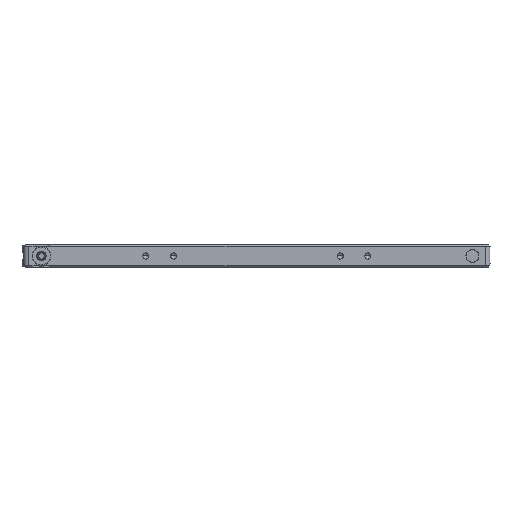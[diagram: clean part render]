
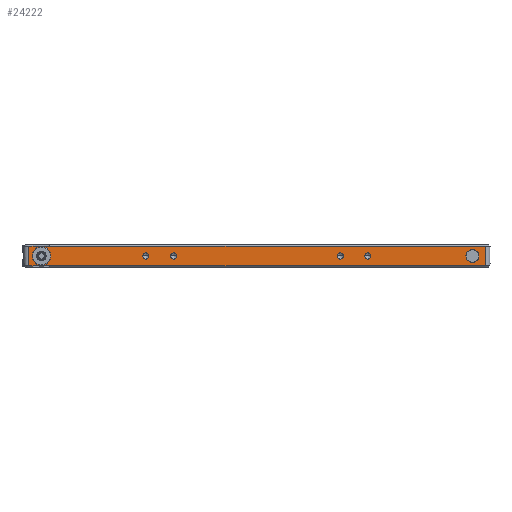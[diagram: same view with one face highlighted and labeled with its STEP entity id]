
A CAD part, left-side view. The second image highlights one B-rep face of the part: STEP entity #24222.
In plain terms, the highlighted planar face has unit normal (-1, 0, 0).
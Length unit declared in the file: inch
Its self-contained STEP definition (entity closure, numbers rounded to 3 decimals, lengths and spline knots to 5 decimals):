
#6633=DIRECTION('',(0.,-1.,0.));
#6634=VECTOR('',#6633,0.09843);
#6635=CARTESIAN_POINT('',(-3.14961,4.8622,
0.20669));
#6636=LINE('',#6635,#6634);
#6637=DIRECTION('',(0.,1.,0.));
#6638=VECTOR('',#6637,0.35433);
#6639=CARTESIAN_POINT('',(-3.14961,4.40945,
0.20669));
#6640=LINE('',#6639,#6638);
#6641=DIRECTION('',(0.,-1.,0.));
#6642=VECTOR('',#6641,9.27165);
#6643=CARTESIAN_POINT('',(-3.14961,4.40945,
0.20669));
#6644=LINE('',#6643,#6642);
#6645=DIRECTION('',(0.,0.,-1.));
#6646=VECTOR('',#6645,0.41338);
#6647=CARTESIAN_POINT('',(-3.14961,-4.8622,
0.20669));
#6648=LINE('',#6647,#6646);
#6649=DIRECTION('',(0.,1.,0.));
#6650=VECTOR('',#6649,9.27165);
#6651=CARTESIAN_POINT('',(-3.14961,-4.8622,
-0.20669));
#6652=LINE('',#6651,#6650);
#6653=DIRECTION('',(0.,1.,0.));
#6654=VECTOR('',#6653,0.35433);
#6655=CARTESIAN_POINT('',(-3.14961,4.40945,
-0.20669));
#6656=LINE('',#6655,#6654);
#6657=DIRECTION('',(0.,1.,0.));
#6658=VECTOR('',#6657,0.09843);
#6659=CARTESIAN_POINT('',(-3.14961,4.76378,
-0.20669));
#6660=LINE('',#6659,#6658);
#6661=DIRECTION('',(0.,0.,-1.));
#6662=VECTOR('',#6661,0.41338);
#6663=CARTESIAN_POINT('',(-3.14961,4.8622,
0.20669));
#6664=LINE('',#6663,#6662);
#6665=CARTESIAN_POINT('',(-3.14961,-4.58661,0.));
#6666=DIRECTION('',(1.,0.,0.));
#6667=DIRECTION('',(0.,1.,0.));
#6668=AXIS2_PLACEMENT_3D('',#6665,#6666,#6667);
#6670=CARTESIAN_POINT('',(-3.14961,-4.58661,0.));
#6671=DIRECTION('',(1.,0.,0.));
#6672=DIRECTION('',(0.,-1.,0.));
#6673=AXIS2_PLACEMENT_3D('',#6670,#6671,#6672);
#6675=CARTESIAN_POINT('',(-3.14961,2.3622,0.));
#6676=DIRECTION('',(-1.,0.,0.));
#6677=DIRECTION('',(0.,1.,0.));
#6678=AXIS2_PLACEMENT_3D('',#6675,#6676,#6677);
#6680=CARTESIAN_POINT('',(-3.14961,2.3622,0.));
#6681=DIRECTION('',(-1.,0.,0.));
#6682=DIRECTION('',(0.,-1.,0.));
#6683=AXIS2_PLACEMENT_3D('',#6680,#6681,#6682);
#6685=CARTESIAN_POINT('',(-3.14961,1.77165,0.));
#6686=DIRECTION('',(-1.,0.,0.));
#6687=DIRECTION('',(0.,1.,0.));
#6688=AXIS2_PLACEMENT_3D('',#6685,#6686,#6687);
#6690=CARTESIAN_POINT('',(-3.14961,1.77165,0.));
#6691=DIRECTION('',(-1.,0.,0.));
#6692=DIRECTION('',(0.,-1.,0.));
#6693=AXIS2_PLACEMENT_3D('',#6690,#6691,#6692);
#6695=CARTESIAN_POINT('',(-3.14961,-1.77165,0.));
#6696=DIRECTION('',(-1.,0.,0.));
#6697=DIRECTION('',(0.,1.,0.));
#6698=AXIS2_PLACEMENT_3D('',#6695,#6696,#6697);
#6700=CARTESIAN_POINT('',(-3.14961,-1.77165,0.));
#6701=DIRECTION('',(-1.,0.,0.));
#6702=DIRECTION('',(0.,-1.,0.));
#6703=AXIS2_PLACEMENT_3D('',#6700,#6701,#6702);
#6705=CARTESIAN_POINT('',(-3.14961,-2.3622,0.));
#6706=DIRECTION('',(-1.,0.,0.));
#6707=DIRECTION('',(0.,1.,0.));
#6708=AXIS2_PLACEMENT_3D('',#6705,#6706,#6707);
#6710=CARTESIAN_POINT('',(-3.14961,-2.3622,0.));
#6711=DIRECTION('',(-1.,0.,0.));
#6712=DIRECTION('',(0.,-1.,0.));
#6713=AXIS2_PLACEMENT_3D('',#6710,#6711,#6712);
#6715=CARTESIAN_POINT('',(-3.14961,4.58661,0.));
#6716=DIRECTION('',(-1.,0.,0.));
#6717=DIRECTION('',(0.,1.,0.));
#6718=AXIS2_PLACEMENT_3D('',#6715,#6716,#6717);
#6720=CARTESIAN_POINT('',(-3.14961,4.58661,0.));
#6721=DIRECTION('',(-1.,0.,0.));
#6722=DIRECTION('',(0.,-1.,0.));
#6723=AXIS2_PLACEMENT_3D('',#6720,#6721,#6722);
#6750=CARTESIAN_POINT('',(-3.14961,-4.8622,
0.20669));
#6901=CARTESIAN_POINT('',(-3.14961,4.8622,
-0.20669));
#14714=CARTESIAN_POINT('',(-3.14961,-4.44882,0.));
#14715=CARTESIAN_POINT('',(-3.14961,-4.72441,0.));
#14716=VERTEX_POINT('',#14714);
#14717=VERTEX_POINT('',#14715);
#14805=CARTESIAN_POINT('',(-3.14961,4.76378,
0.20669));
#14807=VERTEX_POINT('',#14805);
#14808=CARTESIAN_POINT('',(-3.14961,4.8622,
0.20669));
#14809=VERTEX_POINT('',#14808);
#14827=VERTEX_POINT('',#6750);
#14828=CARTESIAN_POINT('',(-3.14961,4.40945,
0.20669));
#14830=VERTEX_POINT('',#14828);
#14833=CARTESIAN_POINT('',(-3.14961,4.40945,
-0.20669));
#14835=VERTEX_POINT('',#14833);
#14836=CARTESIAN_POINT('',(-3.14961,-4.8622,
-0.20669));
#14837=VERTEX_POINT('',#14836);
#14855=VERTEX_POINT('',#6901);
#14856=CARTESIAN_POINT('',(-3.14961,4.76378,
-0.20669));
#14858=VERTEX_POINT('',#14856);
#14950=CARTESIAN_POINT('',(-3.14961,2.42717,0.));
#14951=CARTESIAN_POINT('',(-3.14961,2.29724,0.));
#14952=VERTEX_POINT('',#14950);
#14953=VERTEX_POINT('',#14951);
#14960=CARTESIAN_POINT('',(-3.14961,1.83661,0.));
#14961=CARTESIAN_POINT('',(-3.14961,1.70669,0.));
#14962=VERTEX_POINT('',#14960);
#14963=VERTEX_POINT('',#14961);
#14970=CARTESIAN_POINT('',(-3.14961,-1.70669,0.));
#14971=CARTESIAN_POINT('',(-3.14961,-1.83661,0.));
#14972=VERTEX_POINT('',#14970);
#14973=VERTEX_POINT('',#14971);
#14980=CARTESIAN_POINT('',(-3.14961,-2.29724,0.));
#14981=CARTESIAN_POINT('',(-3.14961,-2.42717,0.));
#14982=VERTEX_POINT('',#14980);
#14983=VERTEX_POINT('',#14981);
#17469=CARTESIAN_POINT('',(-3.14961,4.77559,
0.));
#17470=CARTESIAN_POINT('',(-3.14961,4.39764,
0.));
#17471=VERTEX_POINT('',#17469);
#17472=VERTEX_POINT('',#17470);
#24167=CARTESIAN_POINT('',(-3.14961,4.96063,
-0.23622));
#24168=DIRECTION('',(-1.,0.,0.));
#24169=DIRECTION('',(0.,-1.,0.));
#24170=AXIS2_PLACEMENT_3D('',#24167,#24168,#24169);
#24171=PLANE('',#24170);
#24172=ORIENTED_EDGE('',*,*,#24104,.T.);
#24173=ORIENTED_EDGE('',*,*,#24144,.F.);
#24175=ORIENTED_EDGE('',*,*,#24174,.T.);
#24177=ORIENTED_EDGE('',*,*,#24176,.T.);
#24178=ORIENTED_EDGE('',*,*,#23934,.T.);
#24180=ORIENTED_EDGE('',*,*,#24179,.T.);
#24181=ORIENTED_EDGE('',*,*,#24020,.T.);
#24183=ORIENTED_EDGE('',*,*,#24182,.F.);
#24184=EDGE_LOOP('',(#24172,#24173,#24175,#24177,#24178,#24180,#24181,#24183));
#24185=FACE_OUTER_BOUND('',#24184,.F.);
#24187=ORIENTED_EDGE('',*,*,#24186,.F.);
#24189=ORIENTED_EDGE('',*,*,#24188,.F.);
#24190=EDGE_LOOP('',(#24187,#24189));
#24191=FACE_BOUND('',#24190,.F.);
#24193=ORIENTED_EDGE('',*,*,#24192,.T.);
#24195=ORIENTED_EDGE('',*,*,#24194,.T.);
#24196=EDGE_LOOP('',(#24193,#24195));
#24197=FACE_BOUND('',#24196,.F.);
#24199=ORIENTED_EDGE('',*,*,#24198,.T.);
#24201=ORIENTED_EDGE('',*,*,#24200,.T.);
#24202=EDGE_LOOP('',(#24199,#24201));
#24203=FACE_BOUND('',#24202,.F.);
#24205=ORIENTED_EDGE('',*,*,#24204,.T.);
#24207=ORIENTED_EDGE('',*,*,#24206,.T.);
#24208=EDGE_LOOP('',(#24205,#24207));
#24209=FACE_BOUND('',#24208,.F.);
#24211=ORIENTED_EDGE('',*,*,#24210,.T.);
#24213=ORIENTED_EDGE('',*,*,#24212,.T.);
#24214=EDGE_LOOP('',(#24211,#24213));
#24215=FACE_BOUND('',#24214,.F.);
#24217=ORIENTED_EDGE('',*,*,#24216,.T.);
#24219=ORIENTED_EDGE('',*,*,#24218,.T.);
#24220=EDGE_LOOP('',(#24217,#24219));
#24221=FACE_BOUND('',#24220,.F.);
#24222=ADVANCED_FACE('',(#24185,#24191,#24197,#24203,#24209,#24215,#24221),
#24171,.T.);
#6669=CIRCLE('',#6668,0.1378);
#6674=CIRCLE('',#6673,0.1378);
#6679=CIRCLE('',#6678,0.06496);
#6684=CIRCLE('',#6683,0.06496);
#6689=CIRCLE('',#6688,0.06496);
#6694=CIRCLE('',#6693,0.06496);
#6699=CIRCLE('',#6698,0.06496);
#6704=CIRCLE('',#6703,0.06496);
#6709=CIRCLE('',#6708,0.06496);
#6714=CIRCLE('',#6713,0.06496);
#6719=CIRCLE('',#6718,0.18898);
#6724=CIRCLE('',#6723,0.18898);
#23934=EDGE_CURVE('',#14837,#14835,#6652,.T.);
#24020=EDGE_CURVE('',#14858,#14855,#6660,.T.);
#24104=EDGE_CURVE('',#14809,#14807,#6636,.T.);
#24144=EDGE_CURVE('',#14830,#14807,#6640,.T.);
#24174=EDGE_CURVE('',#14830,#14827,#6644,.T.);
#24176=EDGE_CURVE('',#14827,#14837,#6648,.T.);
#24179=EDGE_CURVE('',#14835,#14858,#6656,.T.);
#24182=EDGE_CURVE('',#14809,#14855,#6664,.T.);
#24186=EDGE_CURVE('',#14716,#14717,#6669,.T.);
#24188=EDGE_CURVE('',#14717,#14716,#6674,.T.);
#24192=EDGE_CURVE('',#14952,#14953,#6679,.T.);
#24194=EDGE_CURVE('',#14953,#14952,#6684,.T.);
#24198=EDGE_CURVE('',#14962,#14963,#6689,.T.);
#24200=EDGE_CURVE('',#14963,#14962,#6694,.T.);
#24204=EDGE_CURVE('',#14972,#14973,#6699,.T.);
#24206=EDGE_CURVE('',#14973,#14972,#6704,.T.);
#24210=EDGE_CURVE('',#14982,#14983,#6709,.T.);
#24212=EDGE_CURVE('',#14983,#14982,#6714,.T.);
#24216=EDGE_CURVE('',#17471,#17472,#6719,.T.);
#24218=EDGE_CURVE('',#17472,#17471,#6724,.T.);
